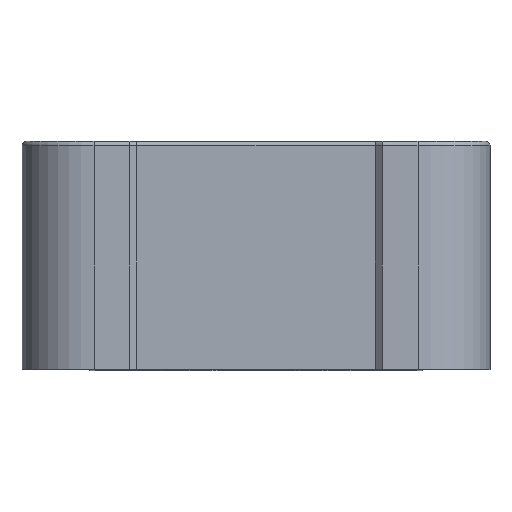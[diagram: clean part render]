
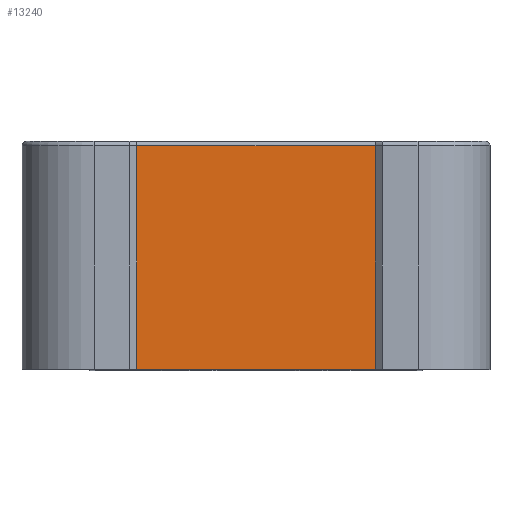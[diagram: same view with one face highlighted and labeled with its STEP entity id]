
A CAD part, top view. The second image highlights one B-rep face of the part: STEP entity #13240.
In plain terms, the highlighted planar face has unit normal (0, 0, 1).
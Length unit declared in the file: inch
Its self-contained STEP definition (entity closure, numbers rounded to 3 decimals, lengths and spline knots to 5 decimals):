
#391=LINE('',#18654,#1719);
#1037=LINE('',#20520,#2365);
#1164=LINE('',#20813,#2492);
#1686=LINE('',#22286,#3014);
#1719=VECTOR('',#14809,0.3937);
#2365=VECTOR('',#16655,0.3937);
#2492=VECTOR('',#16912,0.3937);
#3014=VECTOR('',#18416,0.3937);
#3470=PLANE('',#14532);
#4174=FACE_OUTER_BOUND('',#4984,.T.);
#4984=EDGE_LOOP('',(#12509,#12510,#12511,#12512));
#5608=VERTEX_POINT('',#18584);
#5625=VERTEX_POINT('',#18650);
#6245=VERTEX_POINT('',#20519);
#6346=VERTEX_POINT('',#20812);
#6923=EDGE_CURVE('',#5625,#5608,#391,.T.);
#7838=EDGE_CURVE('',#5608,#6245,#1037,.T.);
#7983=EDGE_CURVE('',#6245,#6346,#1164,.T.);
#8708=EDGE_CURVE('',#5625,#6346,#1686,.T.);
#12509=ORIENTED_EDGE('',*,*,#6923,.F.);
#12510=ORIENTED_EDGE('',*,*,#8708,.T.);
#12511=ORIENTED_EDGE('',*,*,#7983,.F.);
#12512=ORIENTED_EDGE('',*,*,#7838,.F.);
#13240=ADVANCED_FACE('',(#4174),#3470,.T.);
#14532=AXIS2_PLACEMENT_3D('',#22287,#18417,#18418);
#14809=DIRECTION('',(1.,0.,0.));
#16655=DIRECTION('',(0.,-1.,0.));
#16912=DIRECTION('',(-1.,0.,0.));
#18416=DIRECTION('',(0.,-1.,0.));
#18417=DIRECTION('center_axis',(0.,0.,1.));
#18418=DIRECTION('ref_axis',(-1.,0.,0.));
#18584=CARTESIAN_POINT('',(1.65362,-0.06,5.375));
#18650=CARTESIAN_POINT('',(-1.65362,-0.06,5.375));
#18654=CARTESIAN_POINT('',(-0.34125,-0.06,5.375));
#20519=CARTESIAN_POINT('',(1.65362,-3.167,5.375));
#20520=CARTESIAN_POINT('',(1.65362,0.,5.375));
#20812=CARTESIAN_POINT('',(-1.65362,-3.167,5.375));
#20813=CARTESIAN_POINT('',(-0.8125,-3.167,5.375));
#22286=CARTESIAN_POINT('',(-1.65362,0.,5.375));
#22287=CARTESIAN_POINT('Origin',(0.,0.,5.375));
